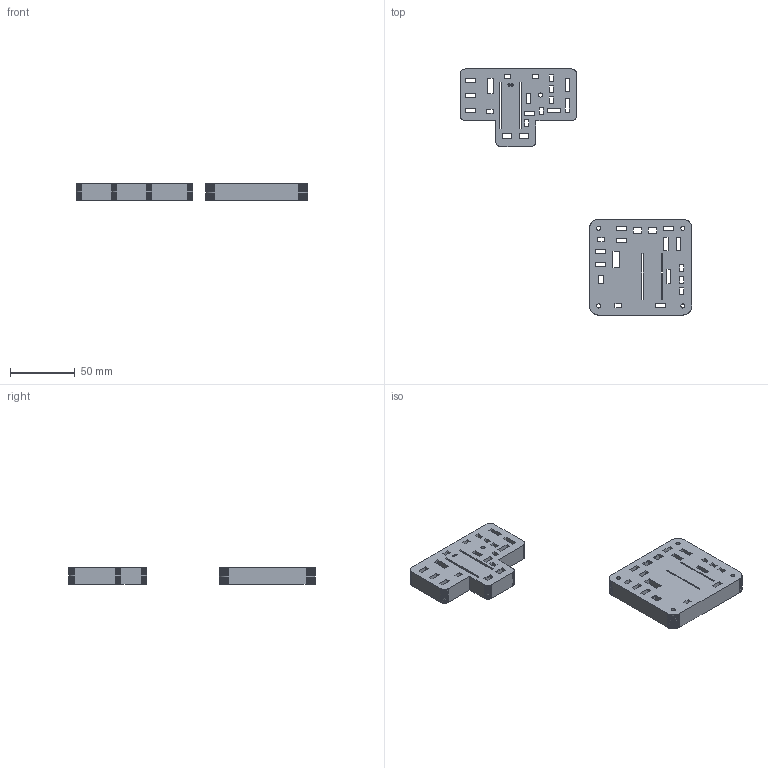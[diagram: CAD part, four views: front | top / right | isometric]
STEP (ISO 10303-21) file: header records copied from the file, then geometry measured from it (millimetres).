
FILE_DESCRIPTION(/* description */ (''),/* implementation_level */ '2;1');
FILE_NAME(/* name */ 'PCB Assembly Jigs.step',/* time_stamp */ '2023-12-19T18:19:56Z',/* author */ (''),/* organization */ (''),/* preprocessor_version */ 'ST-DEVELOPER v20',/* originating_system */ 'Autodesk Translation Framework v12.14.0.127',/* authorisation */ '');
FILE_SCHEMA (('AUTOMOTIVE_DESIGN { 1 0 10303 214 3 1 1 }'));
Length unit declared in the file: millimetre
Products named in the file (3): PCB Assembly Jigs; Wand Jig; Pack Jig
Assembly tree (2 placements, depth 2):
  PCB Assembly Jigs
    Wand Jig
    Pack Jig
Bounding box: 179 x 190 x 13.02 mm (x, y, z)
Volume: 84017.5 mm3; surface area: 42201.1 mm2
Topology: 2 solids, 2 shells, 711 faces, 1845 edges, 1179 vertices
Faces by surface type: plane 702, cylinder 9
Full cylindrical faces by diameter (mm): 1.75 x2, 3.2 x5
Entity records: 21350 total; most frequent: CARTESIAN_POINT 3740, ORIENTED_EDGE 3690, DIRECTION 3295, EDGE_CURVE 1845, LINE 1827, VECTOR 1827, VERTEX_POINT 1179, EDGE_LOOP 848
